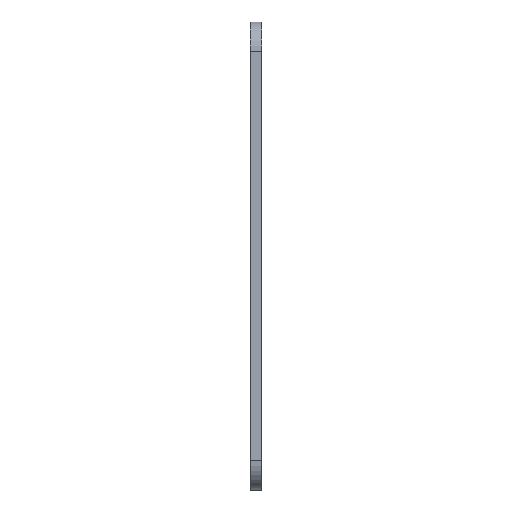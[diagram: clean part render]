
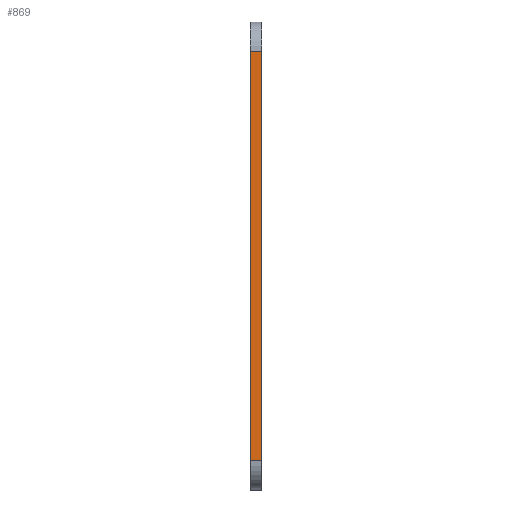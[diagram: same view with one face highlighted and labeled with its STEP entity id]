
A CAD part, left-side view. The second image highlights one B-rep face of the part: STEP entity #869.
In plain terms, the highlighted planar face has unit normal (-1, 0, 0).
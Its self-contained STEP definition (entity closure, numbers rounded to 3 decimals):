
#15=DIRECTION('',(0.,0.,1.));
#16=VECTOR('',#15,70.);
#17=CARTESIAN_POINT('',(-100.,0.,-35.));
#18=LINE('',#17,#16);
#197=DIRECTION('',(0.,1.,0.));
#198=VECTOR('',#197,2.);
#199=CARTESIAN_POINT('',(-100.,0.,35.));
#200=LINE('',#199,#198);
#201=DIRECTION('',(0.,1.,0.));
#202=VECTOR('',#201,2.);
#203=CARTESIAN_POINT('',(-100.,0.,-35.));
#204=LINE('',#203,#202);
#236=DIRECTION('',(0.,0.,1.));
#237=VECTOR('',#236,70.);
#238=CARTESIAN_POINT('',(-100.,2.,-35.));
#239=LINE('',#238,#237);
#527=CARTESIAN_POINT('',(-100.,0.,-35.));
#528=VERTEX_POINT('',#527);
#529=CARTESIAN_POINT('',(-100.,0.,35.));
#530=VERTEX_POINT('',#529);
#607=CARTESIAN_POINT('',(-100.,2.,-35.));
#608=VERTEX_POINT('',#607);
#609=CARTESIAN_POINT('',(-100.,2.,35.));
#610=VERTEX_POINT('',#609);
#856=CARTESIAN_POINT('',(-100.,1.,0.));
#857=DIRECTION('',(1.,0.,0.));
#858=DIRECTION('',(0.,0.,1.));
#859=AXIS2_PLACEMENT_3D('',#856,#857,#858);
#860=PLANE('',#859);
#861=ORIENTED_EDGE('',*,*,#692,.F.);
#863=ORIENTED_EDGE('',*,*,#862,.T.);
#865=ORIENTED_EDGE('',*,*,#864,.T.);
#866=ORIENTED_EDGE('',*,*,#848,.F.);
#867=EDGE_LOOP('',(#861,#863,#865,#866));
#868=FACE_OUTER_BOUND('',#867,.F.);
#869=ADVANCED_FACE('',(#868),#860,.F.);
#692=EDGE_CURVE('',#528,#530,#18,.T.);
#848=EDGE_CURVE('',#530,#610,#200,.T.);
#862=EDGE_CURVE('',#528,#608,#204,.T.);
#864=EDGE_CURVE('',#608,#610,#239,.T.);
